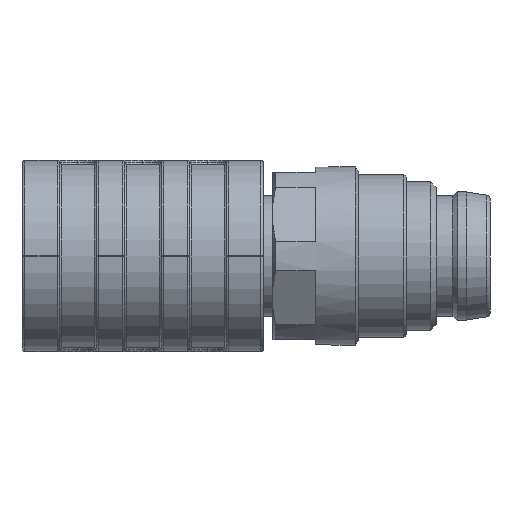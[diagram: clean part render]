
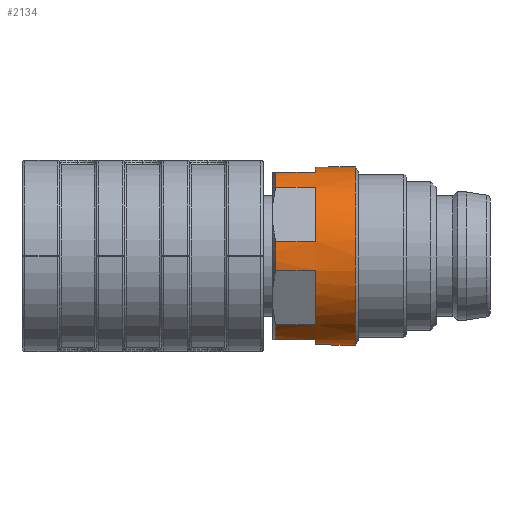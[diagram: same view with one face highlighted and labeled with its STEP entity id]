
A CAD part, front view. The second image highlights one B-rep face of the part: STEP entity #2134.
In plain terms, the highlighted cylindrical face has radius 4.8 mm (diameter 9.6 mm), a full revolution.
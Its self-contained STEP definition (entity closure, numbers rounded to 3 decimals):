
#1033=LINE('',#13269,#1501);
#1034=LINE('',#13273,#1502);
#1035=LINE('',#13274,#1503);
#1036=LINE('',#13278,#1504);
#1037=LINE('',#13279,#1505);
#1038=LINE('',#13283,#1506);
#1039=LINE('',#13284,#1507);
#1040=LINE('',#13288,#1508);
#1041=LINE('',#13289,#1509);
#1042=LINE('',#13293,#1510);
#1043=LINE('',#13294,#1511);
#1044=LINE('',#13298,#1512);
#1501=VECTOR('',#10579,1.);
#1502=VECTOR('',#10582,1.);
#1503=VECTOR('',#10583,1.);
#1504=VECTOR('',#10586,1.);
#1505=VECTOR('',#10587,1.);
#1506=VECTOR('',#10590,1.);
#1507=VECTOR('',#10591,1.);
#1508=VECTOR('',#10594,1.);
#1509=VECTOR('',#10595,1.);
#1510=VECTOR('',#10598,1.);
#1511=VECTOR('',#10599,1.);
#1512=VECTOR('',#10602,1.);
#2134=ADVANCED_FACE('',(#2635,#2636),#2452,.T.);
#2452=CYLINDRICAL_SURFACE('',#8541,4.8);
#2635=FACE_BOUND('',#3028,.T.);
#2636=FACE_BOUND('',#3029,.T.);
#3028=EDGE_LOOP('',(#4584));
#3029=EDGE_LOOP('',(#4585,#4586,#4587,#4588,#4589,#4590,#4591,#4592,#4593,
#4594,#4595,#4596,#4597,#4598,#4599,#4600,#4601,#4602,#4603,#4604,#4605,
#4606,#4607,#4608));
#4584=ORIENTED_EDGE('',*,*,#6828,.T.);
#4585=ORIENTED_EDGE('',*,*,#6841,.F.);
#4586=ORIENTED_EDGE('',*,*,#6842,.T.);
#4587=ORIENTED_EDGE('',*,*,#6843,.F.);
#4588=ORIENTED_EDGE('',*,*,#6840,.T.);
#4589=ORIENTED_EDGE('',*,*,#6844,.F.);
#4590=ORIENTED_EDGE('',*,*,#6845,.T.);
#4591=ORIENTED_EDGE('',*,*,#6846,.F.);
#4592=ORIENTED_EDGE('',*,*,#6830,.T.);
#4593=ORIENTED_EDGE('',*,*,#6847,.F.);
#4594=ORIENTED_EDGE('',*,*,#6848,.T.);
#4595=ORIENTED_EDGE('',*,*,#6849,.F.);
#4596=ORIENTED_EDGE('',*,*,#6832,.T.);
#4597=ORIENTED_EDGE('',*,*,#6850,.F.);
#4598=ORIENTED_EDGE('',*,*,#6851,.T.);
#4599=ORIENTED_EDGE('',*,*,#6852,.F.);
#4600=ORIENTED_EDGE('',*,*,#6834,.T.);
#4601=ORIENTED_EDGE('',*,*,#6853,.F.);
#4602=ORIENTED_EDGE('',*,*,#6854,.T.);
#4603=ORIENTED_EDGE('',*,*,#6855,.F.);
#4604=ORIENTED_EDGE('',*,*,#6836,.T.);
#4605=ORIENTED_EDGE('',*,*,#6856,.F.);
#4606=ORIENTED_EDGE('',*,*,#6857,.T.);
#4607=ORIENTED_EDGE('',*,*,#6858,.F.);
#4608=ORIENTED_EDGE('',*,*,#6838,.T.);
#5895=VERTEX_POINT('',#13237);
#5896=VERTEX_POINT('',#13240);
#5897=VERTEX_POINT('',#13241);
#5898=VERTEX_POINT('',#13245);
#5899=VERTEX_POINT('',#13246);
#5900=VERTEX_POINT('',#13250);
#5901=VERTEX_POINT('',#13251);
#5902=VERTEX_POINT('',#13255);
#5903=VERTEX_POINT('',#13256);
#5904=VERTEX_POINT('',#13260);
#5905=VERTEX_POINT('',#13261);
#5906=VERTEX_POINT('',#13265);
#5907=VERTEX_POINT('',#13266);
#5908=VERTEX_POINT('',#13270);
#5909=VERTEX_POINT('',#13272);
#5910=VERTEX_POINT('',#13275);
#5911=VERTEX_POINT('',#13277);
#5912=VERTEX_POINT('',#13280);
#5913=VERTEX_POINT('',#13282);
#5914=VERTEX_POINT('',#13285);
#5915=VERTEX_POINT('',#13287);
#5916=VERTEX_POINT('',#13290);
#5917=VERTEX_POINT('',#13292);
#5918=VERTEX_POINT('',#13295);
#5919=VERTEX_POINT('',#13297);
#6828=EDGE_CURVE('',#5895,#5895,#7628,.T.);
#6830=EDGE_CURVE('',#5897,#5896,#7629,.T.);
#6832=EDGE_CURVE('',#5899,#5898,#7630,.T.);
#6834=EDGE_CURVE('',#5901,#5900,#7631,.T.);
#6836=EDGE_CURVE('',#5903,#5902,#7632,.T.);
#6838=EDGE_CURVE('',#5905,#5904,#7633,.T.);
#6840=EDGE_CURVE('',#5907,#5906,#7634,.T.);
#6841=EDGE_CURVE('',#5908,#5904,#1033,.T.);
#6842=EDGE_CURVE('',#5908,#5909,#7635,.T.);
#6843=EDGE_CURVE('',#5907,#5909,#1034,.T.);
#6844=EDGE_CURVE('',#5910,#5906,#1035,.T.);
#6845=EDGE_CURVE('',#5910,#5911,#7636,.T.);
#6846=EDGE_CURVE('',#5897,#5911,#1036,.T.);
#6847=EDGE_CURVE('',#5912,#5896,#1037,.T.);
#6848=EDGE_CURVE('',#5912,#5913,#7637,.T.);
#6849=EDGE_CURVE('',#5899,#5913,#1038,.T.);
#6850=EDGE_CURVE('',#5914,#5898,#1039,.T.);
#6851=EDGE_CURVE('',#5914,#5915,#7638,.T.);
#6852=EDGE_CURVE('',#5901,#5915,#1040,.T.);
#6853=EDGE_CURVE('',#5916,#5900,#1041,.T.);
#6854=EDGE_CURVE('',#5916,#5917,#7639,.T.);
#6855=EDGE_CURVE('',#5903,#5917,#1042,.T.);
#6856=EDGE_CURVE('',#5918,#5902,#1043,.T.);
#6857=EDGE_CURVE('',#5918,#5919,#7640,.T.);
#6858=EDGE_CURVE('',#5905,#5919,#1044,.T.);
#7628=CIRCLE('',#8521,4.8);
#7629=CIRCLE('',#8523,4.8);
#7630=CIRCLE('',#8525,4.8);
#7631=CIRCLE('',#8527,4.8);
#7632=CIRCLE('',#8529,4.8);
#7633=CIRCLE('',#8531,4.8);
#7634=CIRCLE('',#8533,4.8);
#7635=CIRCLE('',#8535,4.8);
#7636=CIRCLE('',#8536,4.8);
#7637=CIRCLE('',#8537,4.8);
#7638=CIRCLE('',#8538,4.8);
#7639=CIRCLE('',#8539,4.8);
#7640=CIRCLE('',#8540,4.8);
#8521=AXIS2_PLACEMENT_3D('',#13236,#10545,#10546);
#8523=AXIS2_PLACEMENT_3D('',#13242,#10550,#10551);
#8525=AXIS2_PLACEMENT_3D('',#13247,#10555,#10556);
#8527=AXIS2_PLACEMENT_3D('',#13252,#10560,#10561);
#8529=AXIS2_PLACEMENT_3D('',#13257,#10565,#10566);
#8531=AXIS2_PLACEMENT_3D('',#13262,#10570,#10571);
#8533=AXIS2_PLACEMENT_3D('',#13267,#10575,#10576);
#8535=AXIS2_PLACEMENT_3D('',#13271,#10580,#10581);
#8536=AXIS2_PLACEMENT_3D('',#13276,#10584,#10585);
#8537=AXIS2_PLACEMENT_3D('',#13281,#10588,#10589);
#8538=AXIS2_PLACEMENT_3D('',#13286,#10592,#10593);
#8539=AXIS2_PLACEMENT_3D('',#13291,#10596,#10597);
#8540=AXIS2_PLACEMENT_3D('',#13296,#10600,#10601);
#8541=AXIS2_PLACEMENT_3D('',#13299,#10603,#10604);
#10545=DIRECTION('',(-1.,0.,0.));
#10546=DIRECTION('',(0.,0.,1.));
#10550=DIRECTION('',(1.,0.,0.));
#10551=DIRECTION('',(0.,0.,1.));
#10555=DIRECTION('',(1.,0.,0.));
#10556=DIRECTION('',(0.,0.,1.));
#10560=DIRECTION('',(1.,0.,0.));
#10561=DIRECTION('',(0.,0.,1.));
#10565=DIRECTION('',(1.,0.,0.));
#10566=DIRECTION('',(0.,0.,1.));
#10570=DIRECTION('',(1.,0.,0.));
#10571=DIRECTION('',(0.,0.,1.));
#10575=DIRECTION('',(1.,0.,0.));
#10576=DIRECTION('',(0.,0.,1.));
#10579=DIRECTION('',(1.,0.,0.));
#10580=DIRECTION('',(1.,0.,0.));
#10581=DIRECTION('',(0.,0.,1.));
#10582=DIRECTION('',(-1.,0.,0.));
#10583=DIRECTION('',(1.,0.,0.));
#10584=DIRECTION('',(1.,0.,0.));
#10585=DIRECTION('',(0.,0.,1.));
#10586=DIRECTION('',(-1.,0.,0.));
#10587=DIRECTION('',(1.,0.,0.));
#10588=DIRECTION('',(1.,0.,0.));
#10589=DIRECTION('',(0.,0.,1.));
#10590=DIRECTION('',(-1.,0.,0.));
#10591=DIRECTION('',(1.,0.,0.));
#10592=DIRECTION('',(1.,0.,0.));
#10593=DIRECTION('',(0.,0.,1.));
#10594=DIRECTION('',(-1.,0.,0.));
#10595=DIRECTION('',(1.,0.,0.));
#10596=DIRECTION('',(1.,0.,0.));
#10597=DIRECTION('',(0.,0.,1.));
#10598=DIRECTION('',(-1.,0.,0.));
#10599=DIRECTION('',(1.,0.,0.));
#10600=DIRECTION('',(1.,0.,0.));
#10601=DIRECTION('',(0.,0.,1.));
#10602=DIRECTION('',(-1.,0.,0.));
#10603=DIRECTION('',(1.,0.,0.));
#10604=DIRECTION('',(0.,0.,-1.));
#13236=CARTESIAN_POINT('',(55.753,5.85,44.15));
#13237=CARTESIAN_POINT('',(55.753,5.85,48.95));
#13240=CARTESIAN_POINT('',(53.603,10.582,43.348));
#13241=CARTESIAN_POINT('',(53.603,8.912,40.454));
#13242=CARTESIAN_POINT('',(53.603,5.85,44.15));
#13245=CARTESIAN_POINT('',(53.603,8.911,47.848));
#13246=CARTESIAN_POINT('',(53.603,10.582,44.955));
#13247=CARTESIAN_POINT('',(53.603,5.85,44.15));
#13250=CARTESIAN_POINT('',(53.603,4.178,48.65));
#13251=CARTESIAN_POINT('',(53.603,7.519,48.651));
#13252=CARTESIAN_POINT('',(53.603,5.85,44.15));
#13255=CARTESIAN_POINT('',(53.603,1.117,44.953));
#13256=CARTESIAN_POINT('',(53.603,2.787,47.846));
#13257=CARTESIAN_POINT('',(53.603,5.85,44.15));
#13260=CARTESIAN_POINT('',(53.603,2.788,40.453));
#13261=CARTESIAN_POINT('',(53.603,1.118,43.346));
#13262=CARTESIAN_POINT('',(53.603,5.85,44.15));
#13265=CARTESIAN_POINT('',(53.603,7.521,39.651));
#13266=CARTESIAN_POINT('',(53.603,4.18,39.65));
#13267=CARTESIAN_POINT('',(53.603,5.85,44.15));
#13269=CARTESIAN_POINT('',(83.303,2.788,40.453));
#13270=CARTESIAN_POINT('',(51.453,2.788,40.453));
#13271=CARTESIAN_POINT('',(51.453,5.85,44.15));
#13272=CARTESIAN_POINT('',(51.453,4.18,39.65));
#13273=CARTESIAN_POINT('',(83.303,4.18,39.65));
#13274=CARTESIAN_POINT('',(83.303,7.521,39.651));
#13275=CARTESIAN_POINT('',(51.453,7.521,39.651));
#13276=CARTESIAN_POINT('',(51.453,5.85,44.15));
#13277=CARTESIAN_POINT('',(51.453,8.912,40.454));
#13278=CARTESIAN_POINT('',(83.303,8.912,40.454));
#13279=CARTESIAN_POINT('',(83.303,10.582,43.348));
#13280=CARTESIAN_POINT('',(51.453,10.582,43.348));
#13281=CARTESIAN_POINT('',(51.453,5.85,44.15));
#13282=CARTESIAN_POINT('',(51.453,10.582,44.955));
#13283=CARTESIAN_POINT('',(83.303,10.582,44.955));
#13284=CARTESIAN_POINT('',(83.303,8.911,47.848));
#13285=CARTESIAN_POINT('',(51.453,8.911,47.848));
#13286=CARTESIAN_POINT('',(51.453,5.85,44.15));
#13287=CARTESIAN_POINT('',(51.453,7.519,48.651));
#13288=CARTESIAN_POINT('',(83.303,7.519,48.651));
#13289=CARTESIAN_POINT('',(83.303,4.178,48.65));
#13290=CARTESIAN_POINT('',(51.453,4.178,48.65));
#13291=CARTESIAN_POINT('',(51.453,5.85,44.15));
#13292=CARTESIAN_POINT('',(51.453,2.787,47.846));
#13293=CARTESIAN_POINT('',(83.303,2.787,47.846));
#13294=CARTESIAN_POINT('',(83.303,1.117,44.953));
#13295=CARTESIAN_POINT('',(51.453,1.117,44.953));
#13296=CARTESIAN_POINT('',(51.453,5.85,44.15));
#13297=CARTESIAN_POINT('',(51.453,1.118,43.346));
#13298=CARTESIAN_POINT('',(83.303,1.118,43.346));
#13299=CARTESIAN_POINT('',(83.303,5.85,44.15));
